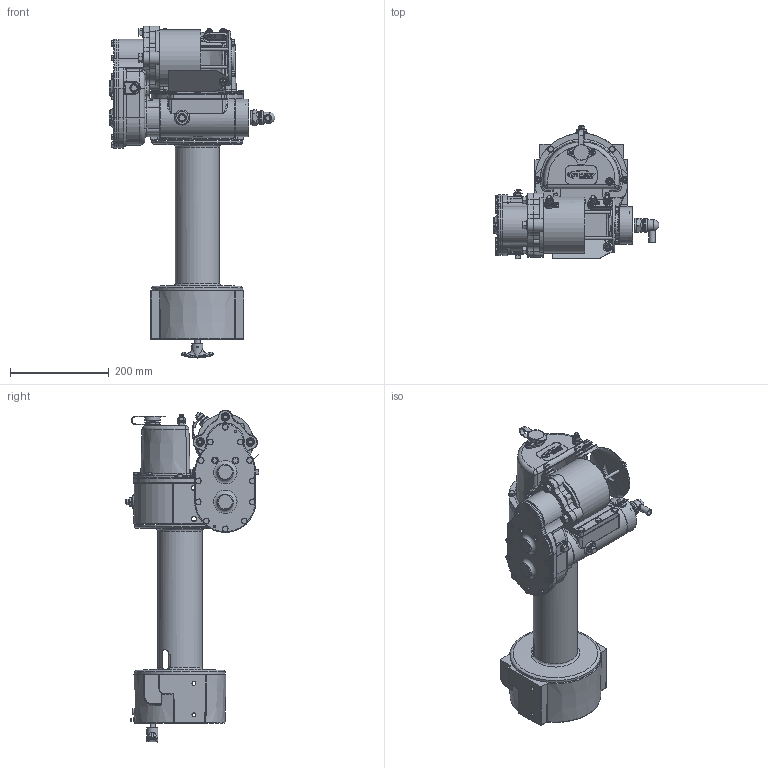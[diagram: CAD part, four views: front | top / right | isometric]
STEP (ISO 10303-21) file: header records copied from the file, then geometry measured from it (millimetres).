
FILE_DESCRIPTION(/* description */ ('STEP AP203'),/* implementation_level */ '2;1');
FILE_NAME(/* name */ '640-894_Ramsey_RE50-7X.stp',/* time_stamp */ '2018-01-18T10:31:16+01:00',/* author */ ('lang1ph'),/* organization */ (' '),/* preprocessor_version */ 'ST-DEVELOPER v17',/* originating_system */ 'Autodesk Inventor 2018',/* authorisation */ '');
FILE_SCHEMA (('AUTOMOTIVE_DESIGN { 1 0 10303 214 3 1 1 }'));
Products named in the file (1): 640-894_Ramsey_RE50-7X
Bounding box: 336.61 x 270.72 x 673.28 mm (x, y, z)
Volume: 84.7 mm3; surface area: 769966.6 mm2
Topology: 1 solids, 127 shells, 1562 faces, 5717 edges, 4136 vertices
Faces by surface type: plane 738, cylinder 365, cone 184, bspline 137, torus 122, sphere 16
Full cylindrical faces by diameter (mm): 1.524 x1, 2.286 x1, 3.175 x1, 4.763 x1, 5.156 x1, 5.334 x1, 5.556 x2, 6.096 x2, 6.104 x17, 7.747 x1, 7.937 x1, 7.938 x25, 7.95 x1, 8.128 x2, 8.379 x1, 9.271 x2, 9.525 x9, 9.982 x2, 10.312 x4, 10.617 x1, 11.074 x2, 11.112 x11, 12.509 x1, 12.7 x6, 13.056 x1, 15.494 x1, 15.875 x2, 17.066 x4, 17.475 x1, 19.05 x1
Entity records: 91412 total; most frequent: CARTESIAN_POINT 42613, DIRECTION 9821, ORIENTED_EDGE 8835, EDGE_CURVE 5700, VERTEX_POINT 4136, AXIS2_PLACEMENT_3D 3573, LINE 2675, VECTOR 2675
